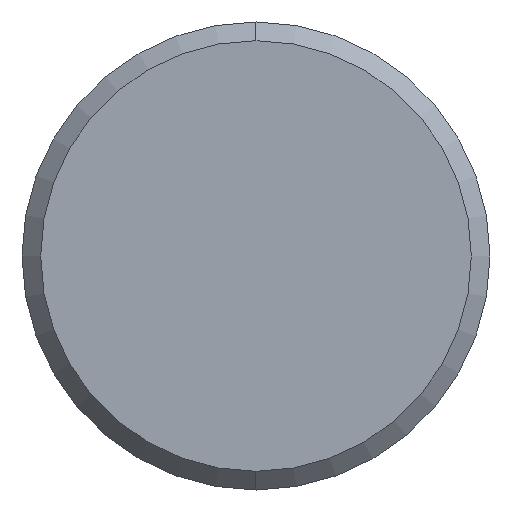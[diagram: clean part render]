
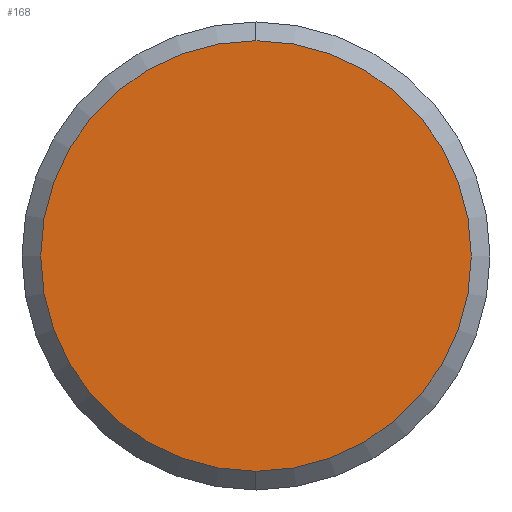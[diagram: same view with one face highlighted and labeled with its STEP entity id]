
A CAD part, left-side view. The second image highlights one B-rep face of the part: STEP entity #168.
In plain terms, the highlighted planar face has unit normal (-1, 0, 0).
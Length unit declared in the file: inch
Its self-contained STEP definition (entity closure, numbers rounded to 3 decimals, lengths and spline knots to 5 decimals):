
#5 = DIRECTION ( 'NONE',  ( 1., 0., 0. ) ) ;
#33 = CIRCLE ( 'NONE', #191, 0.23 ) ;
#150 = CARTESIAN_POINT ( 'NONE',  ( 0., 0., 0. ) ) ;
#168 = ADVANCED_FACE ( 'NONE', ( #433 ), #450, .T. ) ;
#191 = AXIS2_PLACEMENT_3D ( 'NONE', #640, #5, #749 ) ;
#207 = ORIENTED_EDGE ( 'NONE', *, *, #866, .F. ) ;
#237 = AXIS2_PLACEMENT_3D ( 'NONE', #150, #892, #263 ) ;
#263 = DIRECTION ( 'NONE',  ( 0., 0., -1. ) ) ;
#299 = VERTEX_POINT ( 'NONE', #426 ) ;
#421 = EDGE_LOOP ( 'NONE', ( #1160, #207 ) ) ;
#426 = CARTESIAN_POINT ( 'NONE',  ( 0., 0., -0.23 ) ) ;
#433 = FACE_OUTER_BOUND ( 'NONE', #421, .T. ) ;
#450 = PLANE ( 'NONE',  #1195 ) ;
#556 = DIRECTION ( 'NONE',  ( 0., 0., 1. ) ) ;
#634 = CARTESIAN_POINT ( 'NONE',  ( 0., 0., 0.23 ) ) ;
#640 = CARTESIAN_POINT ( 'NONE',  ( 0., 0., 0. ) ) ;
#749 = DIRECTION ( 'NONE',  ( 0., 0., -1. ) ) ;
#866 = EDGE_CURVE ( 'NONE', #1237, #299, #1310, .T. ) ;
#868 = CARTESIAN_POINT ( 'NONE',  ( 0., 0.25, 0. ) ) ;
#892 = DIRECTION ( 'NONE',  ( 1., 0., 0. ) ) ;
#1160 = ORIENTED_EDGE ( 'NONE', *, *, #1244, .F. ) ;
#1183 = DIRECTION ( 'NONE',  ( -1., 0., 0. ) ) ;
#1195 = AXIS2_PLACEMENT_3D ( 'NONE', #868, #1183, #556 ) ;
#1237 = VERTEX_POINT ( 'NONE', #634 ) ;
#1244 = EDGE_CURVE ( 'NONE', #299, #1237, #33, .T. ) ;
#1310 = CIRCLE ( 'NONE', #237, 0.23 ) ;
